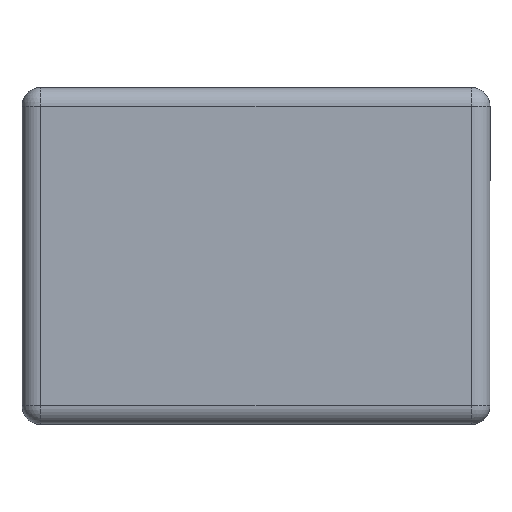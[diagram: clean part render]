
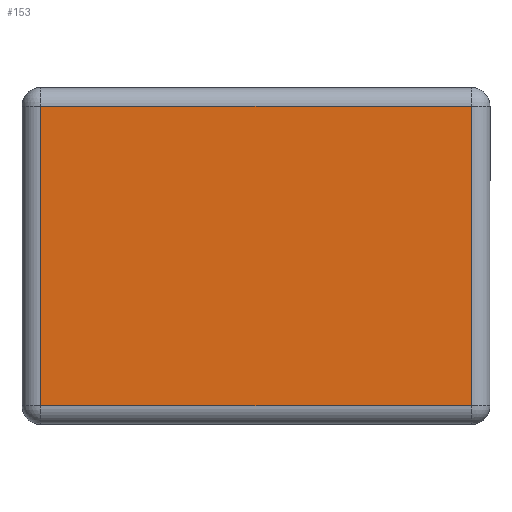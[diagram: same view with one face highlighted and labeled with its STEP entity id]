
A CAD part, left-side view. The second image highlights one B-rep face of the part: STEP entity #153.
In plain terms, the highlighted face is planar.
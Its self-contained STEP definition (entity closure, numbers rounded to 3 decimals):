
#153 = ADVANCED_FACE( '', ( #273 ), #274, .T. );
#273 = FACE_OUTER_BOUND( '', #371, .T. );
#274 = PLANE( '', #372 );
#371 = EDGE_LOOP( '', ( #590, #591, #592, #593 ) );
#372 = AXIS2_PLACEMENT_3D( '', #594, #595, #596 );
#590 = ORIENTED_EDGE( '', *, *, #665, .T. );
#591 = ORIENTED_EDGE( '', *, *, #690, .T. );
#592 = ORIENTED_EDGE( '', *, *, #694, .T. );
#593 = ORIENTED_EDGE( '', *, *, #627, .T. );
#594 = CARTESIAN_POINT( '', ( 0., -0.625, -0.45 ) );
#595 = DIRECTION( '', ( 1., 0., 0. ) );
#596 = DIRECTION( '', ( 0., 1., 0. ) );
#627 = EDGE_CURVE( '', #721, #723, #725, .T. );
#665 = EDGE_CURVE( '', #723, #727, #783, .T. );
#690 = EDGE_CURVE( '', #727, #735, #814, .T. );
#694 = EDGE_CURVE( '', #735, #721, #818, .T. );
#721 = VERTEX_POINT( '', #853 );
#723 = VERTEX_POINT( '', #855 );
#725 = LINE( '', #857, #858 );
#727 = VERTEX_POINT( '', #860 );
#735 = VERTEX_POINT( '', #868 );
#783 = LINE( '', #931, #932 );
#814 = LINE( '', #972, #973 );
#818 = LINE( '', #977, #978 );
#853 = CARTESIAN_POINT( '', ( 0., -0.575, 0.4 ) );
#855 = CARTESIAN_POINT( '', ( 0., -0.575, -0.4 ) );
#857 = CARTESIAN_POINT( '', ( 0., -0.575, -0.45 ) );
#858 = VECTOR( '', #1000, 1000. );
#860 = CARTESIAN_POINT( '', ( 0., 0.575, -0.4 ) );
#868 = CARTESIAN_POINT( '', ( 0., 0.575, 0.4 ) );
#931 = CARTESIAN_POINT( '', ( 0., -0.625, -0.4 ) );
#932 = VECTOR( '', #1055, 1000. );
#972 = CARTESIAN_POINT( '', ( 0., 0.575, -0.45 ) );
#973 = VECTOR( '', #1083, 1000. );
#977 = CARTESIAN_POINT( '', ( 0., -0.625, 0.4 ) );
#978 = VECTOR( '', #1087, 1000. );
#1000 = DIRECTION( '', ( 0., 0., -1. ) );
#1055 = DIRECTION( '', ( 0., 1., 0. ) );
#1083 = DIRECTION( '', ( 0., 0., 1. ) );
#1087 = DIRECTION( '', ( 0., -1., 0. ) );
